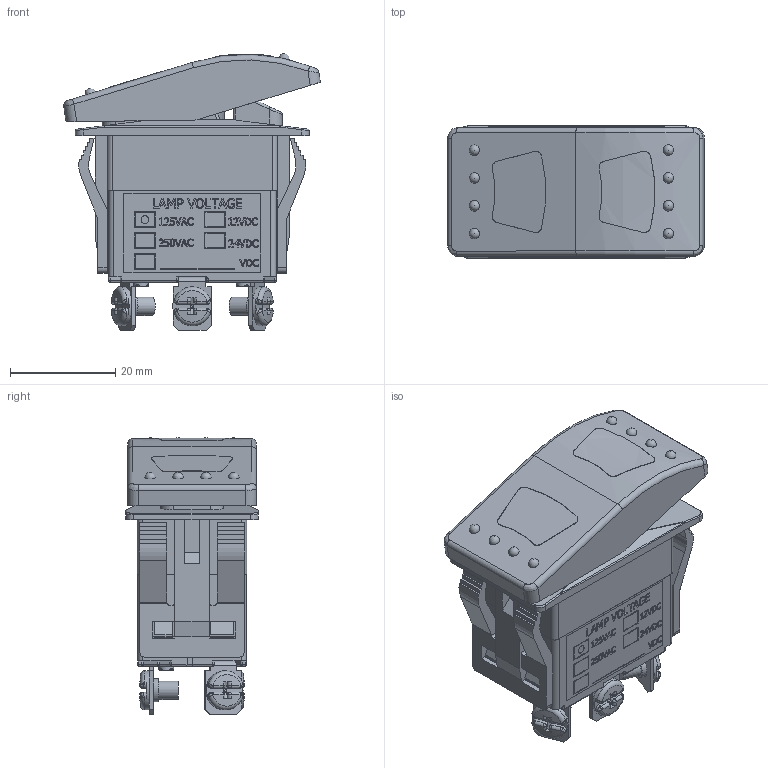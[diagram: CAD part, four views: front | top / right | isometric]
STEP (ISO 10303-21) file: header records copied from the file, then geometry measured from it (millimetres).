
FILE_DESCRIPTION(/* description */ (''),/* implementation_level */ '2;1');
FILE_NAME(/* name */ 'R713WE3-SXXXxx2xxx.stp',/* time_stamp */ '2025-06-02T14:27:18-05:00',/* author */ ('mroman'),/* organization */ (''),/* preprocessor_version */ 'ST-DEVELOPER v18.1',/* originating_system */ 'Autodesk Inventor 2022',/* authorisation */ '');
FILE_SCHEMA (('AUTOMOTIVE_DESIGN { 1 0 10303 214 3 1 1 }'));
Products named in the file (1): R713WE3-SXXXxx2xxx
Bounding box: 48.88 x 25.15 x 52.74 mm (x, y, z)
Volume: 15573.1 mm3; surface area: 17995.8 mm2
Topology: 2 solids, 2 shells, 1807 faces, 4896 edges, 3118 vertices
Faces by surface type: plane 967, cylinder 372, bspline 345, sphere 63, torus 57, cone 3
Full cylindrical faces by diameter (mm): 1 x2, 1.5 x1, 1.9 x1, 2 x8, 2.8 x4, 3.5 x4, 4.4 x4, 5 x2, 6.4 x1, 7 x2, 7.4 x4
Entity records: 60779 total; most frequent: CARTESIAN_POINT 17225, ORIENTED_EDGE 9662, DIRECTION 8024, EDGE_CURVE 4831, VERTEX_POINT 3120, LINE 3036, VECTOR 3036, AXIS2_PLACEMENT_3D 2494
